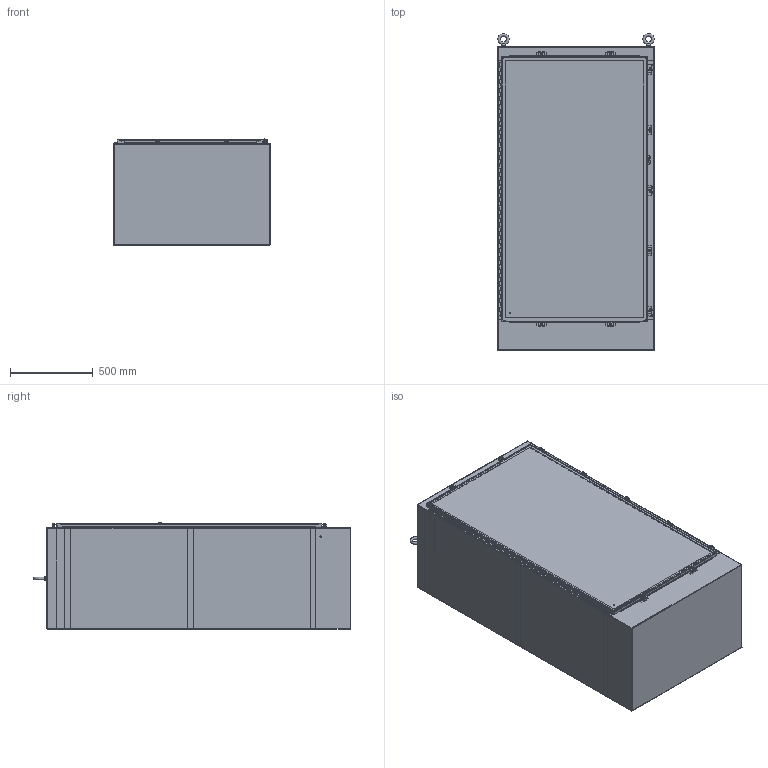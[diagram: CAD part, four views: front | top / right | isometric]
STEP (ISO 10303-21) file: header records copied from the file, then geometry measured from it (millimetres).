
FILE_DESCRIPTION(/* description */ ('BLS,NEMA4,FS,1D,72X37X24'),/* implementation_level */ '2;1');
FILE_NAME(/* name */ 'N4S723724FSSSA.stp',/* time_stamp */ '2015-07-23T21:59:09+05:00',/* author */ ('schinnathambi'),/* organization */ (''),/* preprocessor_version */ 'ST-DEVELOPER v15.2',/* originating_system */ 'Autodesk Inventor 2014',/* authorisation */ '');
FILE_SCHEMA (('AUTOMOTIVE_DESIGN { 1 0 10303 214 3 1 1 }'));
Length unit declared in the file: inch
Products named in the file (26): N4S723724FSSSABLS; N4S7224FSSSARS; N4S723724FSSSATOP; N4S723724FSSSABTM; N4S7237FSSSADR; HSSN1300W60T; HSSN1300W60L; HSSN1300W60P; HSSN1300W60; HFW3025; 316298; 349132; 3063; 38846; FUN00103; N4S7237FSSSAFIP; N4S37.13FSSSADS; 30823; 30824-1; 30824-2; 30824-3; 30824-4; 30824; 3293; 38413; N4S723724FSSSA
Bounding box: 942.98 x 1911.16 x 644.02 mm (x, y, z)
Volume: 20119893.6 mm3; surface area: 16354660.6 mm2
Topology: 78 solids, 78 shells, 2300 faces, 6074 edges, 3945 vertices
Faces by surface type: plane 1262, cylinder 713, bspline 139, cone 91, sphere 54, torus 41
Full cylindrical faces by diameter (mm): 2.794 x6, 3.048 x1, 3.967 x1, 5.359 x9, 6.35 x11, 7.137 x9, 8.56 x2, 8.89 x9, 12.7 x10, 13.208 x9, 16.307 x2, 19.05 x22, 20.637 x4, 28.448 x2, 31.75 x2
Entity records: 36489 total; most frequent: CARTESIAN_POINT 8135, DIRECTION 5678, ORIENTED_EDGE 5574, EDGE_CURVE 2787, LINE 1926, VECTOR 1926, AXIS2_PLACEMENT_3D 1876, VERTEX_POINT 1839
